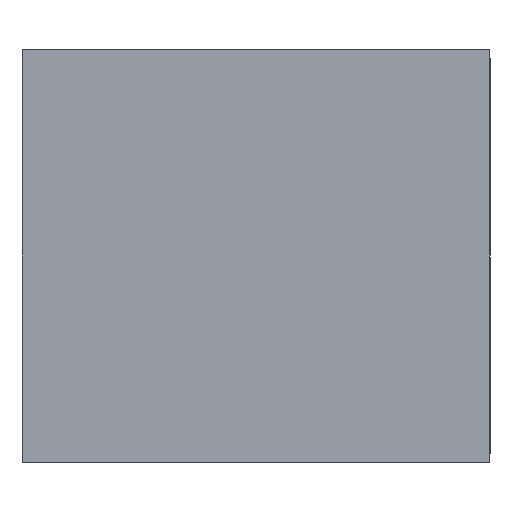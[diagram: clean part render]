
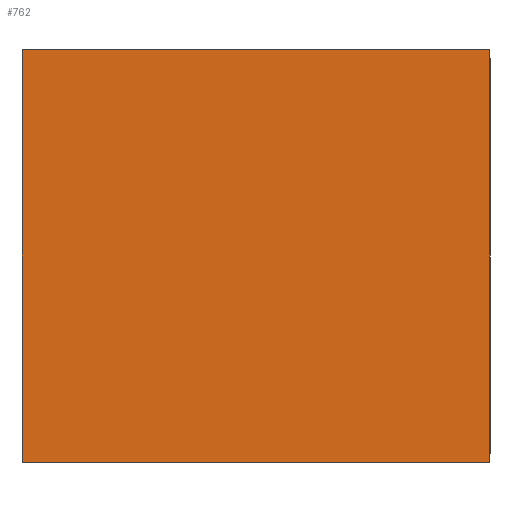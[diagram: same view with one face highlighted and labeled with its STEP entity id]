
A CAD part, left-side view. The second image highlights one B-rep face of the part: STEP entity #762.
In plain terms, the highlighted planar face has unit normal (-1, 0, 0).
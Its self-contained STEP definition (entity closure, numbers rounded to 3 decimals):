
#520=CARTESIAN_POINT('',(-2.85,2.55,0.));
#521=VERTEX_POINT('',#520);
#538=CARTESIAN_POINT('',(-2.85,-2.55,0.));
#539=VERTEX_POINT('',#538);
#546=CARTESIAN_POINT('',(-2.85,-2.55,0.));
#547=DIRECTION('',(0.0,1.0,0.0));
#548=VECTOR('',#547,5.1);
#549=LINE('',#546,#548);
#550=EDGE_CURVE('',#539,#521,#549,.T.);
#715=CARTESIAN_POINT('',(-2.85,2.55,4.5));
#716=VERTEX_POINT('',#715);
#723=CARTESIAN_POINT('',(-2.85,-2.55,4.5));
#724=VERTEX_POINT('',#723);
#725=CARTESIAN_POINT('',(-2.85,-2.55,4.5));
#726=DIRECTION('',(0.0,1.0,0.0));
#727=VECTOR('',#726,5.1);
#728=LINE('',#725,#727);
#729=EDGE_CURVE('',#724,#716,#728,.T.);
#741=CARTESIAN_POINT('',(-2.85,-2.55,4.5));
#742=DIRECTION('',(-1.0,0.0,0.0));
#743=DIRECTION('',(0.0,0.0,1.0));
#744=AXIS2_PLACEMENT_3D('',#741,#742,#743);
#745=PLANE('',#744);
#746=CARTESIAN_POINT('',(-2.85,2.55,4.5));
#747=DIRECTION('',(0.0,0.0,-1.0));
#748=VECTOR('',#747,4.5);
#749=LINE('',#746,#748);
#750=EDGE_CURVE('',#716,#521,#749,.T.);
#751=ORIENTED_EDGE('',*,*,#750,.T.);
#752=ORIENTED_EDGE('',*,*,#550,.F.);
#753=CARTESIAN_POINT('',(-2.85,-2.55,4.5));
#754=DIRECTION('',(0.0,0.0,-1.0));
#755=VECTOR('',#754,4.5);
#756=LINE('',#753,#755);
#757=EDGE_CURVE('',#724,#539,#756,.T.);
#758=ORIENTED_EDGE('',*,*,#757,.F.);
#759=ORIENTED_EDGE('',*,*,#729,.T.);
#760=EDGE_LOOP('',(#751,#752,#758,#759));
#761=FACE_OUTER_BOUND('',#760,.T.);
#762=ADVANCED_FACE('',(#761),#745,.T.);
